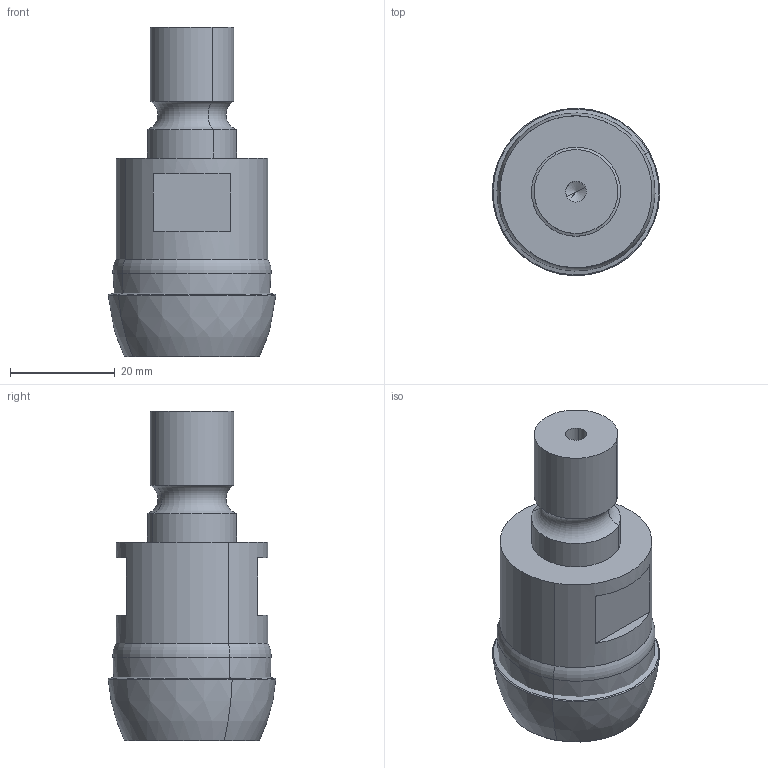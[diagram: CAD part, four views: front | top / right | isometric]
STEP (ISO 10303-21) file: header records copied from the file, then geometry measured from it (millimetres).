
FILE_DESCRIPTION(('CATIA V5 STEP Exchange','CAx-IF Rec.Pracs.--- Model Styling and Organization---1.2---2011-12-15'),'2;1');
FILE_NAME('TBR75 532-M16-12 [STPL] _ ed1.stp','2022-11-07T23:03:11+00:00',('none'),('none'),'CATIA Version 5 Release 21 SP 5 (IN-10)','CATIA V5 STEP AP214','none');
FILE_SCHEMA(('AUTOMOTIVE_DESIGN { 1 0 10303 214 1 1 1 1 }'));
Length unit declared in the file: millimetre
Products named in the file (1): TBR75 532-M16-12
Bounding box: 31.95 x 31.95 x 62.95 mm (x, y, z)
Volume: 33350.8 mm3; surface area: 9070.2 mm2
Topology: 2 solids, 2 shells, 48 faces, 104 edges, 62 vertices
Faces by surface type: plane 10, cone 10, torus 10, revolution 10, cylinder 8
Entity records: 2472 total; most frequent: CARTESIAN_POINT 1510, ORIENTED_EDGE 188, DIRECTION 144, EDGE_CURVE 94, AXIS2_PLACEMENT_3D 81, CIRCLE 54, EDGE_LOOP 53, VERTEX_POINT 53
